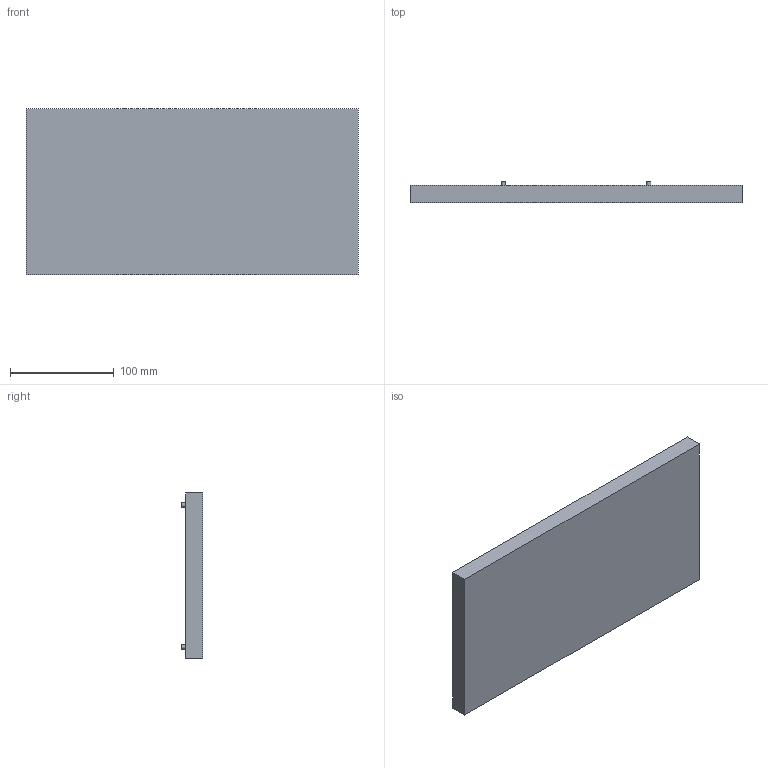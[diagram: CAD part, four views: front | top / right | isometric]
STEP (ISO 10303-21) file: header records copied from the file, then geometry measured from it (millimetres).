
FILE_DESCRIPTION(/* description */ (''),/* implementation_level */ '2;1');
FILE_NAME(/* name */ '32x64 RGB matrix 5mm v11.step',/* time_stamp */ '2023-09-19T23:04:13-04:00',/* author */ (''),/* organization */ (''),/* preprocessor_version */ 'ST-DEVELOPER v20',/* originating_system */ 'Autodesk Translation Framework v12.14.0.127',/* authorisation */ '');
FILE_SCHEMA (('AUTOMOTIVE_DESIGN { 1 0 10303 214 3 1 1 }'));
Length unit declared in the file: millimetre
Products named in the file (1): 32x64 RGB matrix 5mm
Bounding box: 320 x 20.5 x 160 mm (x, y, z)
Volume: 533612.1 mm3; surface area: 131832.7 mm2
Topology: 1 solids, 1 shells, 79 faces, 174 edges, 116 vertices
Faces by surface type: plane 49, cylinder 30
Full cylindrical faces by diameter (mm): 4 x14
Entity records: 2228 total; most frequent: DIRECTION 394, CARTESIAN_POINT 370, ORIENTED_EDGE 348, EDGE_CURVE 174, AXIS2_PLACEMENT_3D 140, VERTEX_POINT 116, LINE 114, VECTOR 114
